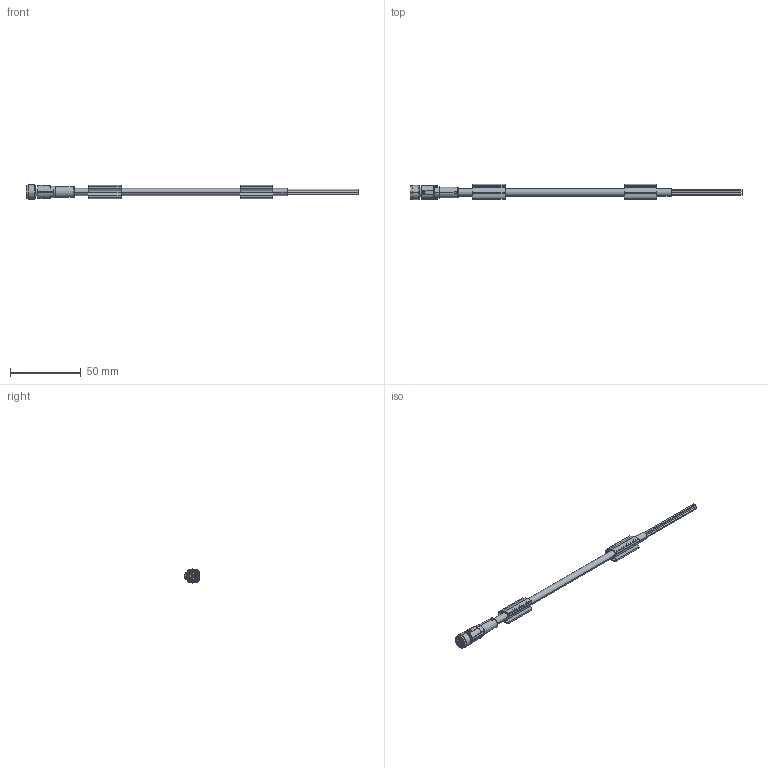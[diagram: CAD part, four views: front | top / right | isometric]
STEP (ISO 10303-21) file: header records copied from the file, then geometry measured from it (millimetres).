
FILE_DESCRIPTION(('SolidDesigner STEP Export'),'2;1');
FILE_NAME('1522228.stp','2009-03-04T10:33:48',(''),(''),'CoCreate Modeling STEP processor for AP214 (Solid Model)','CoCreate Modeling 16.00A 16-Aug-2008 (C) Parametric Technology GmbH','');
FILE_SCHEMA(('AUTOMOTIVE_DESIGN { 1 0 10303 214 1 1 1 1 }'));
Length unit declared in the file: millimetre
Products named in the file (2): 1522228
Assembly tree (1 placements, depth 2):
  1522228
    1522228
Bounding box: 234 x 10.71 x 10 mm (x, y, z)
Volume: 6174.8 mm3; surface area: 8259.4 mm2
Topology: 1 solids, 2 shells, 362 faces, 962 edges, 627 vertices
Faces by surface type: cylinder 146, plane 105, cone 48, extrusion 36, torus 17, bspline 6, sphere 4
Entity records: 18162 total; most frequent: CARTESIAN_POINT 6952, ORIENTED_EDGE 1920, DIRECTION 1404, EDGE_CURVE 960, VERTEX_POINT 627, AXIS2_PLACEMENT_3D 490, VECTOR 424, EDGE_LOOP 397
